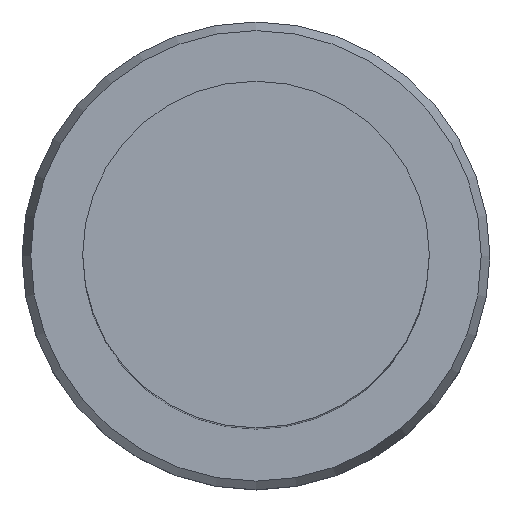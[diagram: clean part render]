
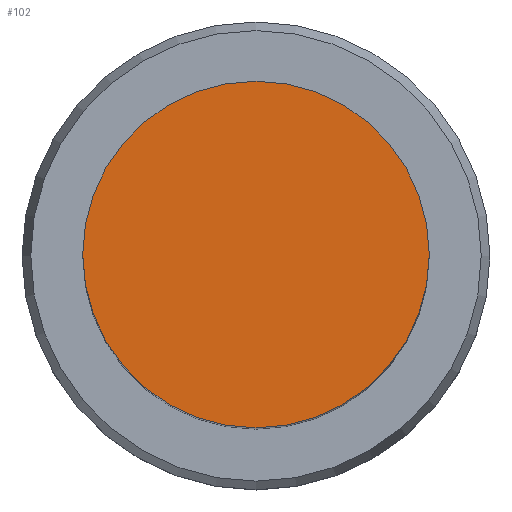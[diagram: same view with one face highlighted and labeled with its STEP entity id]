
A CAD part, top view. The second image highlights one B-rep face of the part: STEP entity #102.
In plain terms, the highlighted planar face has unit normal (0, 0, 1).
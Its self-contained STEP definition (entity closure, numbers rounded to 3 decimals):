
#63=EDGE_CURVE('Unnamed[1]',#155,#155,#156,.T.);
#102=ADVANCED_FACE('Unnamed[1]',(#215),#216,.T.);
#155=VERTEX_POINT('',#275);
#156=CIRCLE('',#276,10.0);
#215=FACE_OUTER_BOUND('',#351,.T.);
#216=PLANE('',#352);
#275=CARTESIAN_POINT('',(0.,10.,203.4));
#276=AXIS2_PLACEMENT_3D('',#408,#409,#410);
#351=EDGE_LOOP('',(#474));
#352=AXIS2_PLACEMENT_3D('',#475,#476,#477);
#408=CARTESIAN_POINT('',(0.,0.,203.4));
#409=DIRECTION('',(0.,0.,-1.0));
#410=DIRECTION('',(0.,1.0,0.));
#474=ORIENTED_EDGE('',*,*,#63,.F.);
#475=CARTESIAN_POINT('',(0.,5.,203.4));
#476=DIRECTION('',(0.,0.,1.0));
#477=DIRECTION('',(0.,-1.0,0.));
